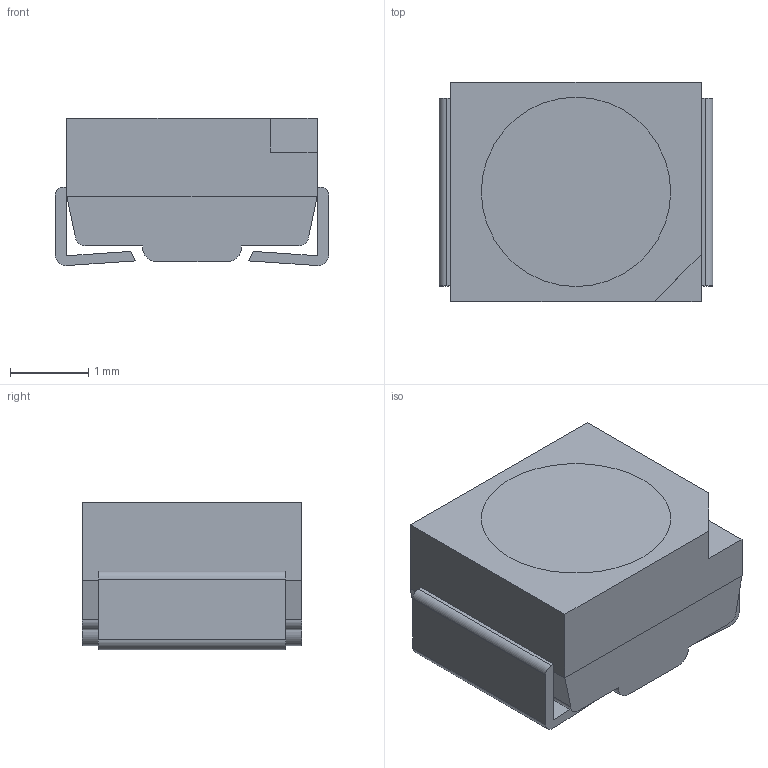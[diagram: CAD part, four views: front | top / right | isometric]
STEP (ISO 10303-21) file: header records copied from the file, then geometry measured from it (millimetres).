
FILE_DESCRIPTION(('FreeCAD Model'),'2;1');
FILE_NAME('LED_3528_Hubei_Kento_Elec.step', '2021-04-22T18:45:54',('Author'),(''), 'Open CASCADE STEP processor 6.8','FreeCAD','Unknown');
FILE_SCHEMA(('AUTOMOTIVE_DESIGN_CC2 { 1 2 10303 214 -1 1 5 4 }'));
Length unit declared in the file: millimetre
Products named in the file (8): ASSEMBLY; Pad; Pad004; Cut001; Fillet; Fillet001; Cone001; Cube001
Assembly tree (7 placements, depth 2):
  ASSEMBLY
    Pad
    Pad004
    Cut001
    Fillet
    Fillet001
    Cone001
    Cube001
Bounding box: 3.5 x 2.8 x 1.88 mm (x, y, z)
Volume: 13.2 mm3; surface area: 86.6 mm2
Topology: 7 solids, 7 shells, 72 faces, 174 edges, 116 vertices
Faces by surface type: plane 54, cylinder 16, cone 2
Entity records: 4646 total; most frequent: CARTESIAN_POINT 898, DIRECTION 688, LINE 450, VECTOR 450, ORIENTED_EDGE 348, PCURVE 348, DEFINITIONAL_REPRESENTATION 348, EDGE_CURVE 174
